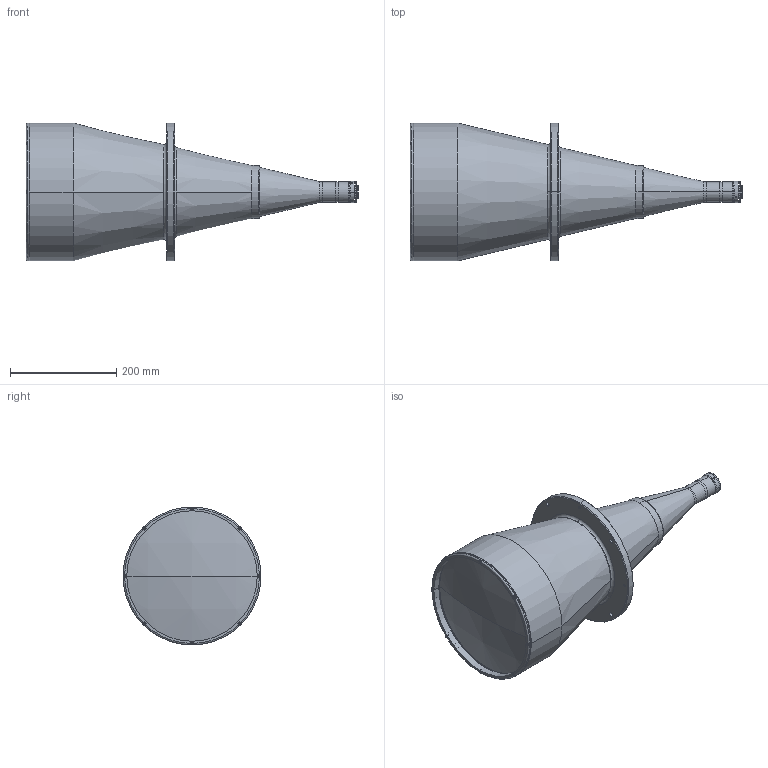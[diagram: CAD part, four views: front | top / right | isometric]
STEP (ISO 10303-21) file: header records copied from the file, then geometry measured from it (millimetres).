
FILE_DESCRIPTION (( 'STEP AP214' ), '1' );
FILE_NAME ('TC23192.STEP', '2016-10-03T12:55:04', ( '' ), ( '' ), 'SwSTEP 2.0', 'SolidWorks 2015', '' );
FILE_SCHEMA (( 'AUTOMOTIVE_DESIGN' ));
Length unit declared in the file: millimetre
Products named in the file (1): TC23192
Bounding box: 625.82 x 260 x 260 mm (x, y, z)
Surface area: 453043 mm2 (no closed solid volume)
Topology: 0 solids, 20 shells, 209 faces, 647 edges, 453 vertices
Faces by surface type: plane 77, cylinder 74, torus 36, cone 20, sphere 2
Entity records: 10102 total; most frequent: CARTESIAN_POINT 1820, DIRECTION 1351, ORIENTED_EDGE 1058, EDGE_CURVE 647, AXIS2_PLACEMENT_3D 528, VERTEX_POINT 453, CIRCLE 318, VECTOR 295
